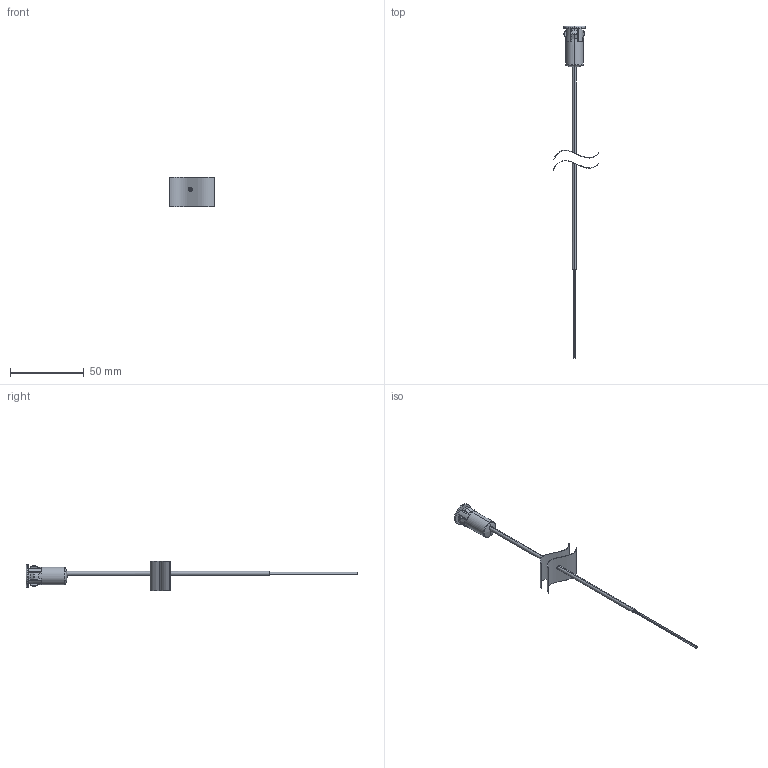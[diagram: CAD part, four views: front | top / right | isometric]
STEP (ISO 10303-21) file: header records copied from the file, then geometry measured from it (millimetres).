
FILE_DESCRIPTION (( 'STEP AP214' ), '1' );
FILE_NAME ('HBRX15NC.STEP', '2023-05-31T02:44:05', ( '' ), ( '' ), 'SwSTEP 2.0', 'SolidWorks 2021', '' );
FILE_SCHEMA (( 'AUTOMOTIVE_DESIGN' ));
Length unit declared in the file: millimetre
Products named in the file (1): HBRX15NC
Bounding box: 31.09 x 224.7 x 20 mm (x, y, z)
Volume: 4002.2 mm3; surface area: 6695.2 mm2
Topology: 11 solids, 11 shells, 133 faces, 307 edges, 200 vertices
Faces by surface type: cylinder 46, plane 46, cone 17, torus 14, bspline 6, sphere 4
Entity records: 4241 total; most frequent: CARTESIAN_POINT 1033, DIRECTION 663, ORIENTED_EDGE 614, EDGE_CURVE 307, AXIS2_PLACEMENT_3D 258, VERTEX_POINT 200, LINE 147, VECTOR 147
